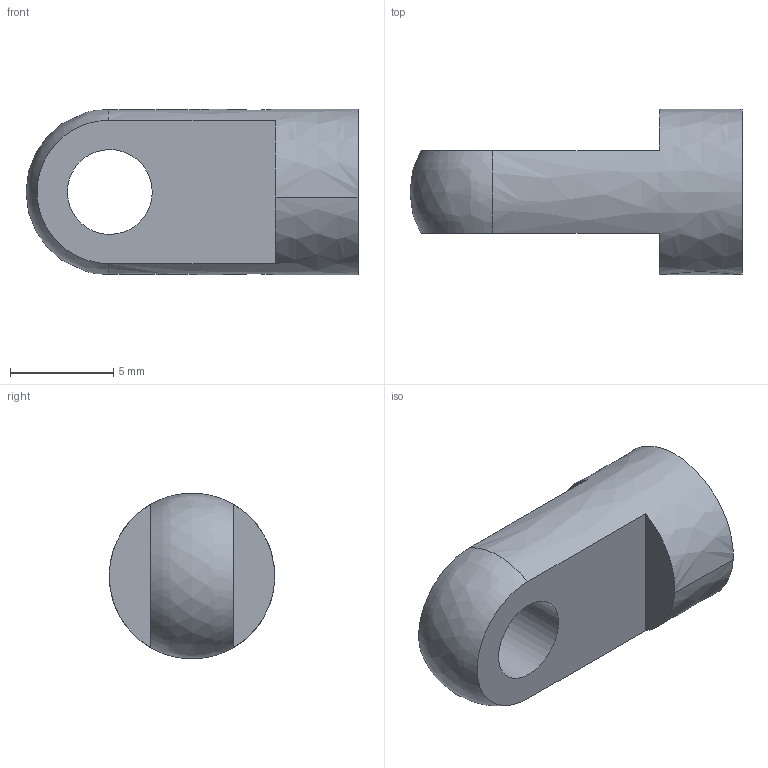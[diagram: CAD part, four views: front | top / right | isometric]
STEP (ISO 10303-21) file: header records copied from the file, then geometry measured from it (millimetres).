
FILE_DESCRIPTION((''),'2;1');
FILE_NAME('','2006-09-07T19:02:59',(''),(''),'','CADfix','');
FILE_SCHEMA(('AUTOMOTIVE_DESIGN'));
Length unit declared in the file: millimetre
Products named in the file (1): bracket
Bounding box: 16.05 x 8 x 8 mm (x, y, z)
Volume: 438.5 mm3; surface area: 517.8 mm2
Topology: 1 solids, 1 shells, 13 faces, 40 edges, 30 vertices
Faces by surface type: bspline 13
Entity records: 530 total; most frequent: CARTESIAN_POINT 295, ORIENTED_EDGE 80, EDGE_CURVE 40, VERTEX_POINT 30, EDGE_LOOP 16, FACE_OUTER_BOUND 13, ADVANCED_FACE 13, QUASI_UNIFORM_CURVE 12
